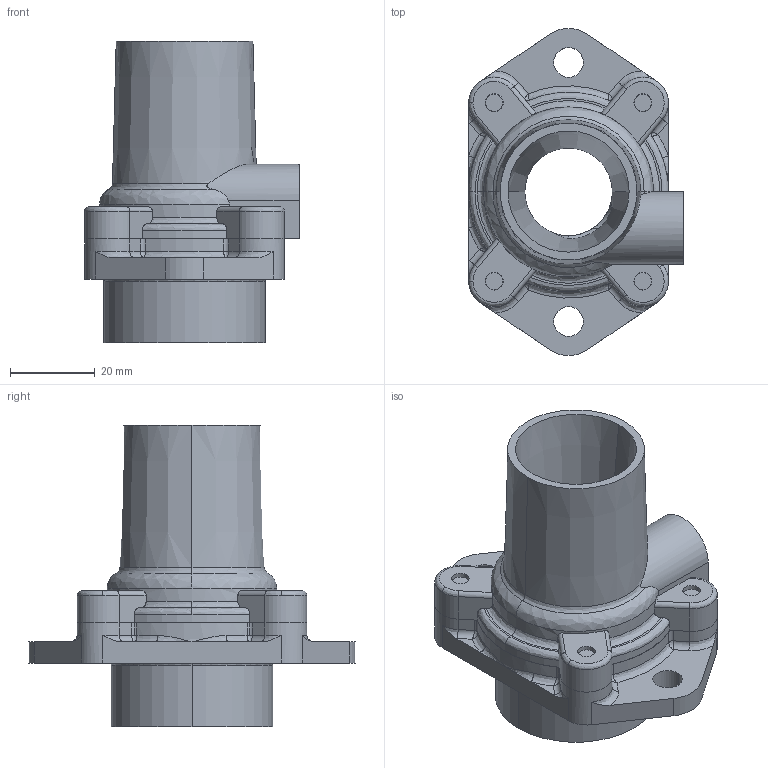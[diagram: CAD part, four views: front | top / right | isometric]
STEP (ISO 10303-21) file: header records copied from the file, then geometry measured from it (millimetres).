
FILE_DESCRIPTION (( 'STEP AP203' ), '1' );
FILE_NAME ('AM20-3D.STEP', '2013-01-14T11:50:13', ( '' ), ( '' ), 'SwSTEP 2.0', 'SolidWorks 2013', '' );
FILE_SCHEMA (( 'CONFIG_CONTROL_DESIGN' ));
Length unit declared in the file: millimetre
Products named in the file (1): AM20-3D
Bounding box: 50.5 x 76.94 x 71 mm (x, y, z)
Volume: 53937.7 mm3; surface area: 26603.4 mm2
Topology: 6 solids, 6 shells, 268 faces, 664 edges, 412 vertices
Faces by surface type: cylinder 111, plane 92, bspline 50, cone 15
Entity records: 10153 total; most frequent: CARTESIAN_POINT 3974, ORIENTED_EDGE 1304, DIRECTION 1223, EDGE_CURVE 652, AXIS2_PLACEMENT_3D 463, VERTEX_POINT 412, EDGE_LOOP 310, LINE 297
